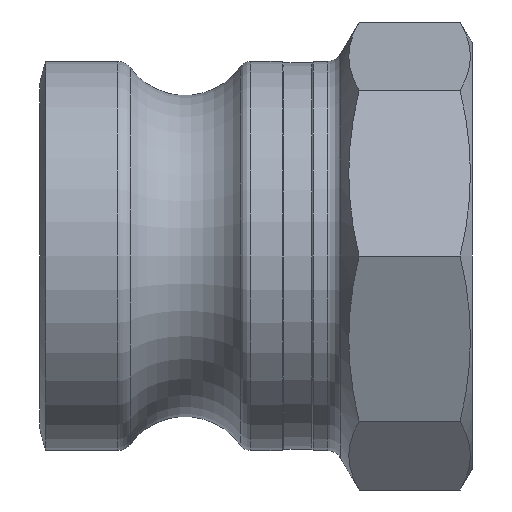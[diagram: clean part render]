
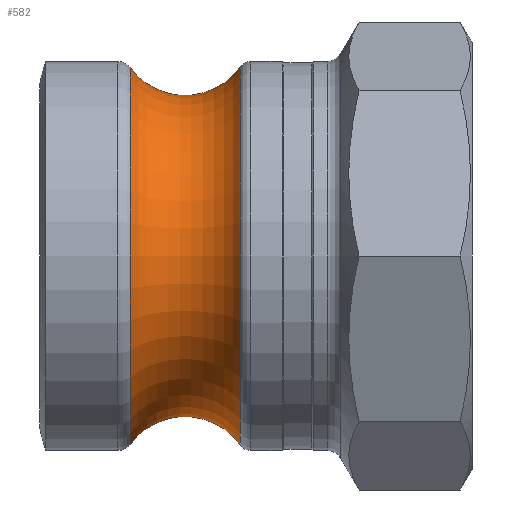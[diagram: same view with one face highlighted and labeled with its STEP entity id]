
A CAD part, front view. The second image highlights one B-rep face of the part: STEP entity #582.
In plain terms, the highlighted toroidal (fillet/blend) face has major radius 37 mm and minor radius 11 mm.
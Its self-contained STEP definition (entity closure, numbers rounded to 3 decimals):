
#47=TOROIDAL_SURFACE('',#670,37.,11.);
#80=FACE_OUTER_BOUND('',#112,.T.);
#112=EDGE_LOOP('',(#485,#486,#487,#488,#489,#490));
#192=CIRCLE('',#652,30.481);
#193=CIRCLE('',#653,30.481);
#198=CIRCLE('',#660,30.654);
#200=CIRCLE('',#662,30.654);
#202=CIRCLE('',#671,11.);
#249=VERTEX_POINT('',#993);
#250=VERTEX_POINT('',#995);
#254=VERTEX_POINT('',#1008);
#255=VERTEX_POINT('',#1009);
#321=EDGE_CURVE('',#249,#250,#192,.T.);
#322=EDGE_CURVE('',#250,#249,#193,.T.);
#328=EDGE_CURVE('',#254,#255,#198,.T.);
#330=EDGE_CURVE('',#255,#254,#200,.T.);
#340=EDGE_CURVE('',#255,#249,#202,.T.);
#485=ORIENTED_EDGE('',*,*,#328,.F.);
#486=ORIENTED_EDGE('',*,*,#330,.F.);
#487=ORIENTED_EDGE('',*,*,#340,.T.);
#488=ORIENTED_EDGE('',*,*,#322,.F.);
#489=ORIENTED_EDGE('',*,*,#321,.F.);
#490=ORIENTED_EDGE('',*,*,#340,.F.);
#582=ADVANCED_FACE('',(#80),#47,.F.);
#652=AXIS2_PLACEMENT_3D('',#996,#789,#790);
#653=AXIS2_PLACEMENT_3D('',#997,#791,#792);
#660=AXIS2_PLACEMENT_3D('',#1010,#806,#807);
#662=AXIS2_PLACEMENT_3D('',#1012,#810,#811);
#670=AXIS2_PLACEMENT_3D('',#1040,#830,#831);
#671=AXIS2_PLACEMENT_3D('',#1041,#832,#833);
#789=DIRECTION('center_axis',(-1.,0.,0.));
#790=DIRECTION('ref_axis',(0.,1.,0.));
#791=DIRECTION('center_axis',(-1.,0.,0.));
#792=DIRECTION('ref_axis',(0.,1.,0.));
#806=DIRECTION('center_axis',(1.,0.,0.));
#807=DIRECTION('ref_axis',(0.,1.,0.));
#810=DIRECTION('center_axis',(1.,0.,0.));
#811=DIRECTION('ref_axis',(0.,1.,0.));
#830=DIRECTION('center_axis',(-1.,0.,0.));
#831=DIRECTION('ref_axis',(0.,0.,1.));
#832=DIRECTION('center_axis',(0.,-1.,0.));
#833=DIRECTION('ref_axis',(0.,0.,-1.));
#993=CARTESIAN_POINT('',(14.639,0.,-30.481));
#995=CARTESIAN_POINT('',(14.639,-30.481,0.));
#996=CARTESIAN_POINT('Origin',(14.639,0.,0.));
#997=CARTESIAN_POINT('Origin',(14.639,0.,0.));
#1008=CARTESIAN_POINT('',(32.485,-30.654,0.));
#1009=CARTESIAN_POINT('',(32.485,0.,-30.654));
#1010=CARTESIAN_POINT('Origin',(32.485,0.,0.));
#1012=CARTESIAN_POINT('Origin',(32.485,0.,0.));
#1040=CARTESIAN_POINT('Origin',(23.5,0.,0.));
#1041=CARTESIAN_POINT('Origin',(23.5,0.,-37.));
